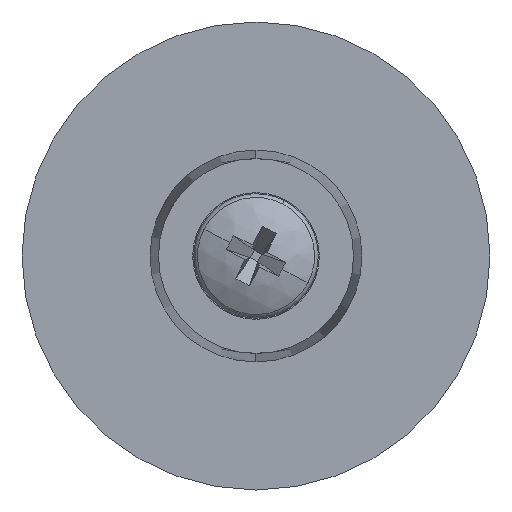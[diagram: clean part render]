
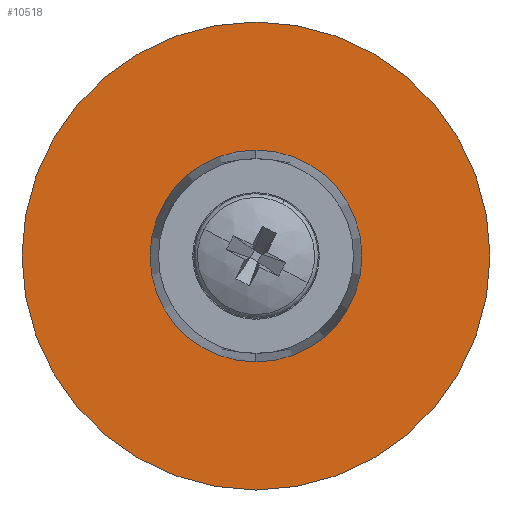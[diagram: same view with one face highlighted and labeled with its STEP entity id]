
A CAD part, left-side view. The second image highlights one B-rep face of the part: STEP entity #10518.
In plain terms, the highlighted planar face has unit normal (-1, 0, 0).
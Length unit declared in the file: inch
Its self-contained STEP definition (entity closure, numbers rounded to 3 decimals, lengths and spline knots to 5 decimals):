
#10513 = EDGE_CURVE ( 'NONE', #30580, #30578, #80489, .T. ) ;
#10518 = ADVANCED_FACE ( 'NONE', ( #80490, #80484 ), #80465, .T. ) ;
#10520 = EDGE_LOOP ( 'NONE', ( #10521, #10522 ) ) ;
#10521 = ORIENTED_EDGE ( 'NONE', *, *, #30672, .T. ) ;
#10522 = ORIENTED_EDGE ( 'NONE', *, *, #10523, .T. ) ;
#10523 = EDGE_CURVE ( 'NONE', #30795, #30667, #80514, .T. ) ;
#10525 = EDGE_LOOP ( 'NONE', ( #10527, #10528 ) ) ;
#10527 = ORIENTED_EDGE ( 'NONE', *, *, #30791, .F. ) ;
#10528 = ORIENTED_EDGE ( 'NONE', *, *, #10513, .F. ) ;
#30578 = VERTEX_POINT ( 'NONE', #76805 ) ;
#30580 = VERTEX_POINT ( 'NONE', #76804 ) ;
#30667 = VERTEX_POINT ( 'NONE', #76902 ) ;
#30672 = EDGE_CURVE ( 'NONE', #30667, #30795, #76901, .T. ) ;
#30791 = EDGE_CURVE ( 'NONE', #30578, #30580, #77214, .T. ) ;
#30795 = VERTEX_POINT ( 'NONE', #77205 ) ;
#76804 = CARTESIAN_POINT ( 'NONE',  ( -4.76282, 0.0437, 1.70876 ) ) ;
#76805 = CARTESIAN_POINT ( 'NONE',  ( -4.76282, 0.0437, 2.05676 ) ) ;
#76897 = DIRECTION ( 'NONE',  ( 0., 0., 1. ) ) ;
#76898 = DIRECTION ( 'NONE',  ( -1., 0., 0. ) ) ;
#76899 = CARTESIAN_POINT ( 'NONE',  ( -4.76282, 0.0437, 1.88276 ) ) ;
#76900 = AXIS2_PLACEMENT_3D ( 'NONE', #76899, #76898, #76897 ) ;
#76901 = CIRCLE ( 'NONE', #76900, 0.414 ) ;
#76902 = CARTESIAN_POINT ( 'NONE',  ( -4.76282, 0.0437, 2.29676 ) ) ;
#77205 = CARTESIAN_POINT ( 'NONE',  ( -4.76282, 0.0437, 1.46876 ) ) ;
#77210 = DIRECTION ( 'NONE',  ( 0., 0., 1. ) ) ;
#77211 = DIRECTION ( 'NONE',  ( -1., 0., 0. ) ) ;
#77212 = CARTESIAN_POINT ( 'NONE',  ( -4.76282, 0.0437, 1.88276 ) ) ;
#77213 = AXIS2_PLACEMENT_3D ( 'NONE', #77212, #77211, #77210 ) ;
#77214 = CIRCLE ( 'NONE', #77213, 0.174 ) ;
#80464 = AXIS2_PLACEMENT_3D ( 'NONE', #80518, #80517, #80516 ) ;
#80465 = PLANE ( 'NONE',  #80464 ) ;
#80484 = FACE_BOUND ( 'NONE', #10525, .T. ) ;
#80485 = DIRECTION ( 'NONE',  ( 0., 0., 1. ) ) ;
#80486 = DIRECTION ( 'NONE',  ( -1., 0., 0. ) ) ;
#80487 = CARTESIAN_POINT ( 'NONE',  ( -4.76282, 0.0437, 1.88276 ) ) ;
#80488 = AXIS2_PLACEMENT_3D ( 'NONE', #80487, #80486, #80485 ) ;
#80489 = CIRCLE ( 'NONE', #80488, 0.174 ) ;
#80490 = FACE_OUTER_BOUND ( 'NONE', #10520, .T. ) ;
#80510 = DIRECTION ( 'NONE',  ( 0., 0., 1. ) ) ;
#80511 = DIRECTION ( 'NONE',  ( -1., 0., 0. ) ) ;
#80512 = CARTESIAN_POINT ( 'NONE',  ( -4.76282, 0.0437, 1.88276 ) ) ;
#80513 = AXIS2_PLACEMENT_3D ( 'NONE', #80512, #80511, #80510 ) ;
#80514 = CIRCLE ( 'NONE', #80513, 0.414 ) ;
#80516 = DIRECTION ( 'NONE',  ( 0., 0., 1. ) ) ;
#80517 = DIRECTION ( 'NONE',  ( -1., 0., 0. ) ) ;
#80518 = CARTESIAN_POINT ( 'NONE',  ( -4.76282, -5.62311, 1.88276 ) ) ;
